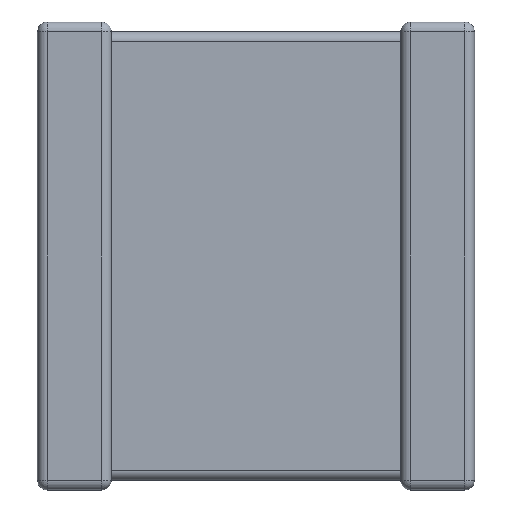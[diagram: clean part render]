
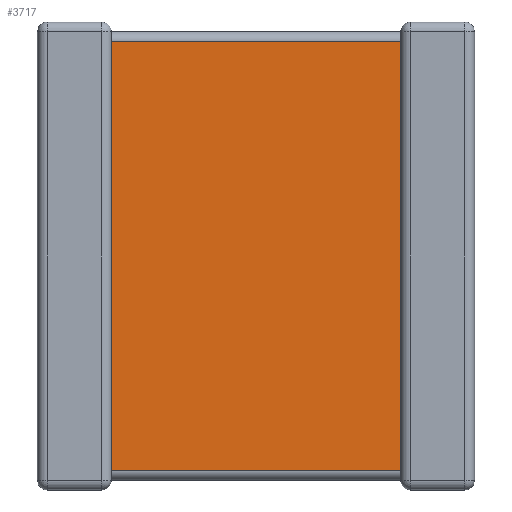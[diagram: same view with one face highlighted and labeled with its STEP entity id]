
A CAD part, front view. The second image highlights one B-rep face of the part: STEP entity #3717.
In plain terms, the highlighted planar face has unit normal (0, -1, 0).
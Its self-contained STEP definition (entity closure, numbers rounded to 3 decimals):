
#131 = VERTEX_POINT ( 'NONE', #534 ) ;
#133 = AXIS2_PLACEMENT_3D ( 'NONE', #4176, #4473, #3861 ) ;
#341 = CARTESIAN_POINT ( 'NONE',  ( 8.23, 0.22, -10.159 ) ) ;
#534 = CARTESIAN_POINT ( 'NONE',  ( 8.23, 0.22, -10.159 ) ) ;
#571 = VECTOR ( 'NONE', #2936, 1000. ) ;
#1062 = CARTESIAN_POINT ( 'NONE',  ( 8.23, 0.22, -10.6 ) ) ;
#1106 = VECTOR ( 'NONE', #1408, 1000. ) ;
#1113 = VECTOR ( 'NONE', #1707, 1000. ) ;
#1122 = EDGE_CURVE ( 'NONE', #1981, #1729, #4311, .T. ) ;
#1403 = LINE ( 'NONE', #341, #2801 ) ;
#1408 = DIRECTION ( 'NONE',  ( 0., 0., 1. ) ) ;
#1413 = ORIENTED_EDGE ( 'NONE', *, *, #1122, .T. ) ;
#1707 = DIRECTION ( 'NONE',  ( 0., 0., 1. ) ) ;
#1729 = VERTEX_POINT ( 'NONE', #3285 ) ;
#1850 = CARTESIAN_POINT ( 'NONE',  ( 1.67, 0.22, -0.441 ) ) ;
#1968 = ORIENTED_EDGE ( 'NONE', *, *, #3077, .T. ) ;
#1981 = VERTEX_POINT ( 'NONE', #2460 ) ;
#2057 = LINE ( 'NONE', #3093, #1113 ) ;
#2088 = EDGE_LOOP ( 'NONE', ( #4155, #1968, #3640, #1413 ) ) ;
#2460 = CARTESIAN_POINT ( 'NONE',  ( 8.23, 0.22, -0.441 ) ) ;
#2531 = DIRECTION ( 'NONE',  ( 1., 0., 0. ) ) ;
#2759 = PLANE ( 'NONE',  #133 ) ;
#2801 = VECTOR ( 'NONE', #2531, 1000. ) ;
#2936 = DIRECTION ( 'NONE',  ( -1., 0., 0. ) ) ;
#3077 = EDGE_CURVE ( 'NONE', #4304, #131, #1403, .T. ) ;
#3093 = CARTESIAN_POINT ( 'NONE',  ( 1.67, 0.22, -10.6 ) ) ;
#3285 = CARTESIAN_POINT ( 'NONE',  ( 1.67, 0.22, -0.441 ) ) ;
#3574 = CARTESIAN_POINT ( 'NONE',  ( 1.67, 0.22, -10.159 ) ) ;
#3640 = ORIENTED_EDGE ( 'NONE', *, *, #4218, .T. ) ;
#3717 = ADVANCED_FACE ( 'NONE', ( #3833 ), #2759, .T. ) ;
#3833 = FACE_OUTER_BOUND ( 'NONE', #2088, .T. ) ;
#3861 = DIRECTION ( 'NONE',  ( 0., 0., -1. ) ) ;
#3945 = LINE ( 'NONE', #1062, #1106 ) ;
#4155 = ORIENTED_EDGE ( 'NONE', *, *, #4425, .F. ) ;
#4176 = CARTESIAN_POINT ( 'NONE',  ( 1.67, 0.22, -10.6 ) ) ;
#4218 = EDGE_CURVE ( 'NONE', #131, #1981, #3945, .T. ) ;
#4304 = VERTEX_POINT ( 'NONE', #3574 ) ;
#4311 = LINE ( 'NONE', #1850, #571 ) ;
#4425 = EDGE_CURVE ( 'NONE', #4304, #1729, #2057, .T. ) ;
#4473 = DIRECTION ( 'NONE',  ( 0., -1., 0. ) ) ;
